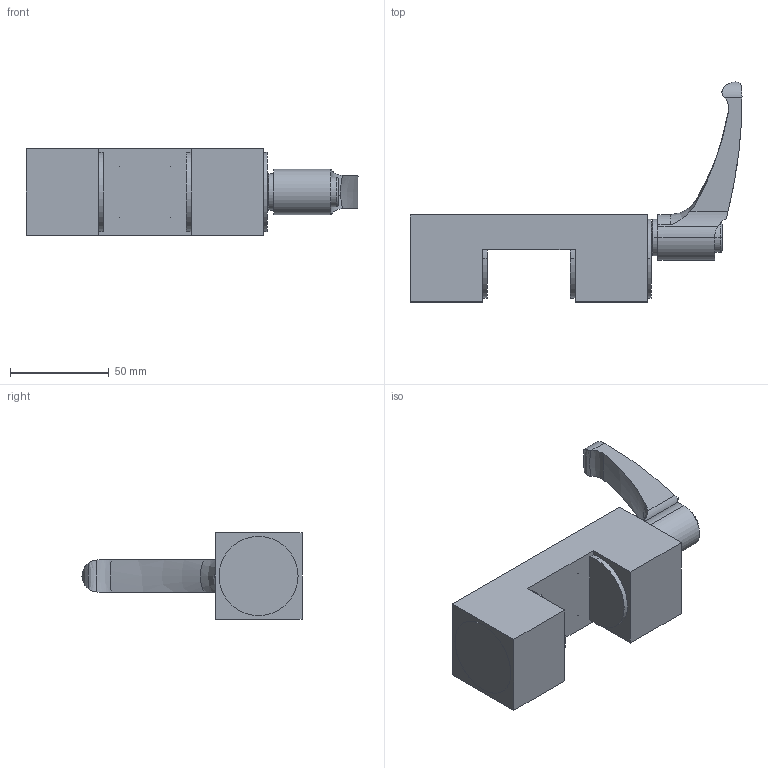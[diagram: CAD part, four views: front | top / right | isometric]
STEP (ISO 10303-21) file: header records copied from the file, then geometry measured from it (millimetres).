
FILE_DESCRIPTION (( 'STEP AP203' ), '1' );
FILE_NAME ('HK4501A.STEP', '2023-03-30T13:52:53', ( '' ), ( '' ), 'SwSTEP 2.0', 'SolidWorks 2022', '' );
FILE_SCHEMA (( 'CONFIG_CONTROL_DESIGN' ));
Length unit declared in the file: millimetre
Products named in the file (3): HK4501A; ELESA-Klemmhebel GN 604-78-M8-SG; ghkHK4501A166042
Assembly tree (2 placements, depth 2):
  HK4501A
    ELESA-Klemmhebel GN 604-78-M8-SG
    ghkHK4501A166042
Bounding box: 168.06 x 111.38 x 44 mm (x, y, z)
Volume: 206378.4 mm3; surface area: 34063 mm2
Topology: 2 solids, 2 shells, 90 faces, 229 edges, 144 vertices
Faces by surface type: cylinder 33, plane 28, cone 18, bspline 8, torus 3
Entity records: 3432 total; most frequent: CARTESIAN_POINT 1025, ORIENTED_EDGE 442, DIRECTION 442, EDGE_CURVE 221, AXIS2_PLACEMENT_3D 170, VERTEX_POINT 144, VECTOR 102, LINE 102
